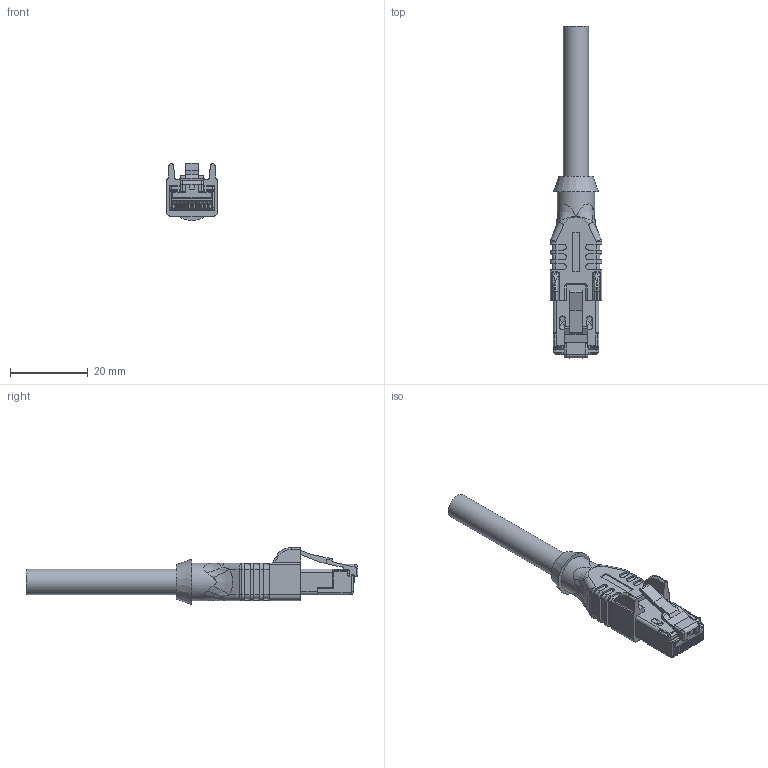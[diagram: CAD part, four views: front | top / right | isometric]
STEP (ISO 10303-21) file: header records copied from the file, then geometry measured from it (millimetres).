
FILE_DESCRIPTION(/* description */ (''),/* implementation_level */ '2;1');
FILE_NAME(/* name */ 'IE_RJ45SS4_003_S2171_stp.stp',/* time_stamp */ '2016-09-09T10:20:43+02:00',/* author */ (''),/* organization */ (''),/* preprocessor_version */ 'ST-DEVELOPER v16',/* originating_system */ 'SIEMENS PLM Software NX 10.0',/* authorisation */ '');
FILE_SCHEMA (('AUTOMOTIVE_DESIGN { 1 0 10303 214 3 1 1 1 }'));
Length unit declared in the file: millimetre
Products named in the file (1): IE_RJ45SS4_003_S2171_stp
Bounding box: 13.3 x 85.2 x 14.67 mm (x, y, z)
Volume: 5675.7 mm3; surface area: 3300.2 mm2
Topology: 1 solids, 1 shells, 621 faces, 1643 edges, 1023 vertices
Faces by surface type: plane 299, cylinder 233, torus 37, bspline 37, sphere 8, extrusion 6, cone 1
Full cylindrical faces by diameter (mm): 6.5 x1, 9.6 x1
Entity records: 19742 total; most frequent: CARTESIAN_POINT 4357, ORIENTED_EDGE 3260, DIRECTION 3208, EDGE_CURVE 1630, AXIS2_PLACEMENT_3D 1074, VECTOR 1060, LINE 1054, VERTEX_POINT 1022
